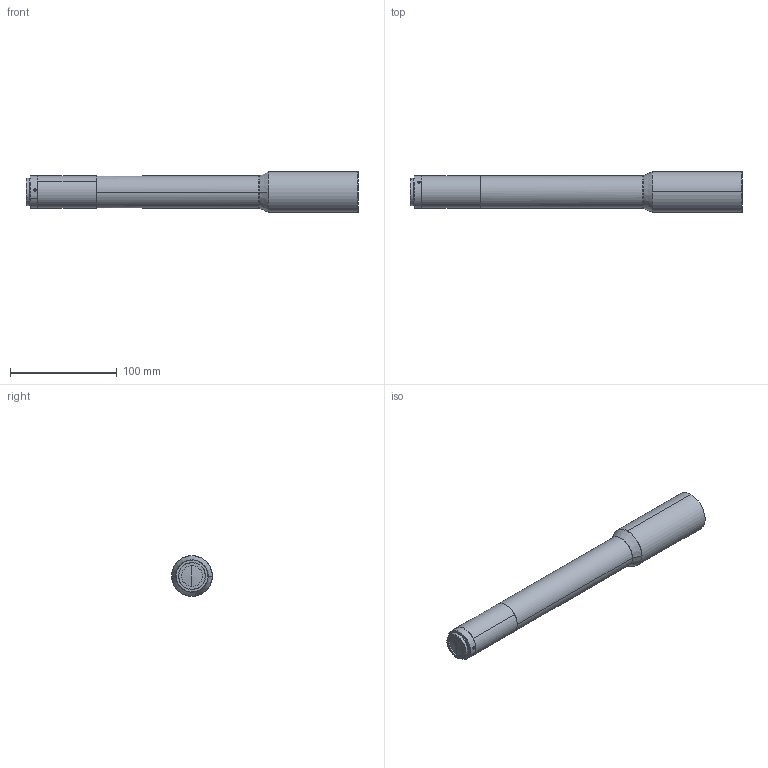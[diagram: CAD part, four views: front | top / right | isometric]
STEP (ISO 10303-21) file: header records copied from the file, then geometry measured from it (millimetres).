
FILE_DESCRIPTION (( 'STEP AP203' ), '1' );
FILE_NAME ('WH05-515A-110.STEP', '2020-12-07T01:18:03', ( '' ), ( '' ), 'SwSTEP 2.0', 'SolidWorks 2017', '' );
FILE_SCHEMA (( 'CONFIG_CONTROL_DESIGN' ));
Length unit declared in the file: millimetre
Products named in the file (1): WH05-515A-110
Bounding box: 310.51 x 38 x 38 mm (x, y, z)
Volume: 255839.2 mm3; surface area: 33549.5 mm2
Topology: 1 solids, 1 shells, 51 faces, 114 edges, 70 vertices
Faces by surface type: cylinder 22, cone 19, plane 6, bspline 4
Entity records: 1719 total; most frequent: CARTESIAN_POINT 526, DIRECTION 246, ORIENTED_EDGE 220, EDGE_CURVE 110, AXIS2_PLACEMENT_3D 104, VERTEX_POINT 70, EDGE_LOOP 60, CIRCLE 56
